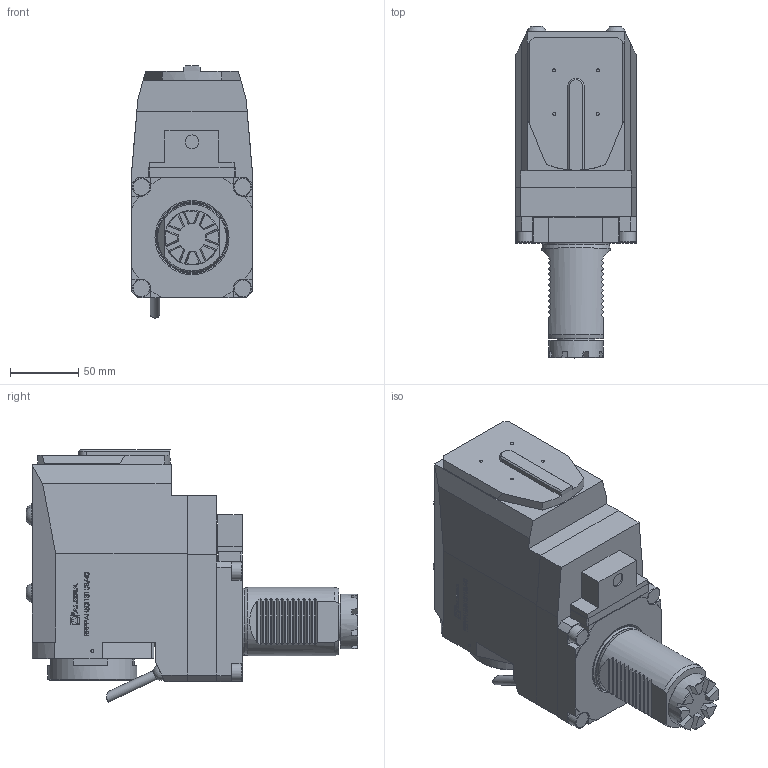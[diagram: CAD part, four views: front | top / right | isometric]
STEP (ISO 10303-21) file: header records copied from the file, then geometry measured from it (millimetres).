
FILE_DESCRIPTION (( 'STEP AP214' ), '1' );
FILE_NAME ('RRPPAH50I131UB40.STEP', '2026-01-28T09:50:43', ( '' ), ( '' ), 'SwSTEP 2.0', 'SolidWorks 2023', '' );
FILE_SCHEMA (( 'AUTOMOTIVE_DESIGN' ));
Length unit declared in the file: millimetre
Products named in the file (1): RRPPAH50I131UB40
Bounding box: 88 x 242.4 x 184.32 mm (x, y, z)
Volume: 2018873.7 mm3; surface area: 121081 mm2
Topology: 1 solids, 1 shells, 695 faces, 1840 edges, 1218 vertices
Faces by surface type: plane 463, cylinder 115, bspline 83, cone 22, torus 7, sphere 5
Full cylindrical faces by diameter (mm): 1.7 x1, 2.1 x1, 6.366 x1, 7 x1, 10 x1, 13 x4, 14 x4, 28 x1, 40 x1, 48.7 x1, 50 x1, 65 x1
Entity records: 30016 total; most frequent: CARTESIAN_POINT 10275, ORIENTED_EDGE 3602, DIRECTION 2850, EDGE_CURVE 1801, VERTEX_POINT 1208, LINE 1172, VECTOR 1172, AXIS2_PLACEMENT_3D 839
